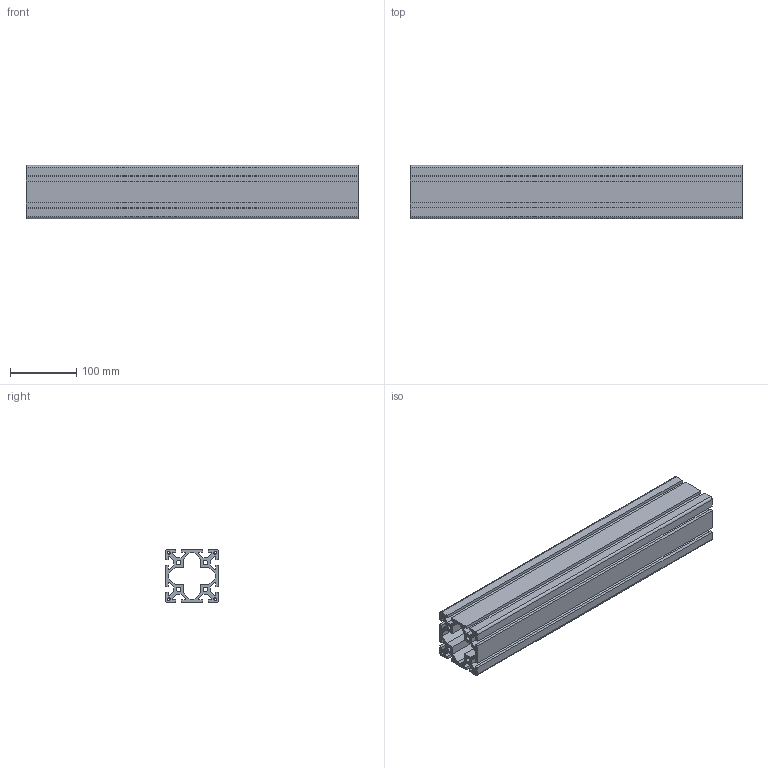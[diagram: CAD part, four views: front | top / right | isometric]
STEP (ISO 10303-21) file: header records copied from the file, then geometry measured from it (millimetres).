
FILE_DESCRIPTION (( 'STEP AP214' ), '1' );
FILE_NAME ('RP1070 8 80x80 Normal.STEP', '2026-02-13T13:07:38', ( '' ), ( '' ), 'SwSTEP 2.0', 'SolidWorks 2026', '' );
FILE_SCHEMA (( 'AUTOMOTIVE_DESIGN' ));
Length unit declared in the file: millimetre
Products named in the file (1): RP1070 8 80x80 Normal
Bounding box: 500 x 80 x 80 mm (x, y, z)
Volume: 1228648.7 mm3; surface area: 510713.4 mm2
Topology: 1 solids, 1 shells, 126 faces, 372 edges, 248 vertices
Faces by surface type: plane 106, cylinder 20
Entity records: 4215 total; most frequent: CARTESIAN_POINT 747, ORIENTED_EDGE 744, DIRECTION 666, EDGE_CURVE 372, LINE 332, VECTOR 332, VERTEX_POINT 248, AXIS2_PLACEMENT_3D 167
